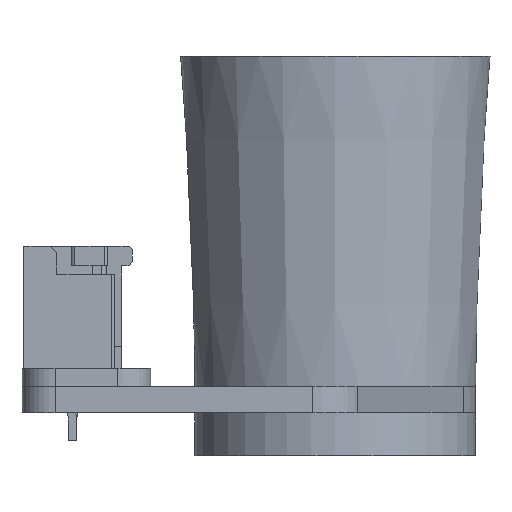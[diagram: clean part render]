
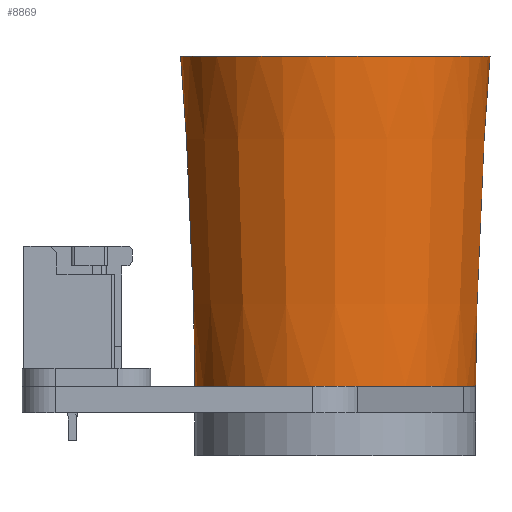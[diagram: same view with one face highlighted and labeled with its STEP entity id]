
A CAD part, left-side view. The second image highlights one B-rep face of the part: STEP entity #8869.
In plain terms, the highlighted conical face has half-angle 2.5 degrees and reference radius 8.5 mm.
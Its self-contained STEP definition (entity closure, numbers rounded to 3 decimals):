
#39=CONICAL_SURFACE('',#9448,8.5,0.044);
#550=FACE_OUTER_BOUND('',#1041,.T.);
#1041=EDGE_LOOP('',(#6285,#6286,#6287,#6288));
#1564=LINE('',#12491,#2779);
#2779=VECTOR('',#10103,8.5);
#3984=CIRCLE('',#9449,9.373);
#3985=CIRCLE('',#9450,8.5);
#4086=VERTEX_POINT('',#12488);
#4087=VERTEX_POINT('',#12490);
#4938=EDGE_CURVE('',#4086,#4086,#3984,.T.);
#4939=EDGE_CURVE('',#4086,#4087,#1564,.T.);
#4940=EDGE_CURVE('',#4087,#4087,#3985,.T.);
#6285=ORIENTED_EDGE('',*,*,#4938,.F.);
#6286=ORIENTED_EDGE('',*,*,#4939,.T.);
#6287=ORIENTED_EDGE('',*,*,#4940,.T.);
#6288=ORIENTED_EDGE('',*,*,#4939,.F.);
#8869=ADVANCED_FACE('',(#550),#39,.T.);
#9448=AXIS2_PLACEMENT_3D('',#12487,#10099,#10100);
#9449=AXIS2_PLACEMENT_3D('',#12489,#10101,#10102);
#9450=AXIS2_PLACEMENT_3D('',#12492,#10104,#10105);
#10099=DIRECTION('center_axis',(0.,0.,1.));
#10100=DIRECTION('ref_axis',(1.,0.,0.));
#10101=DIRECTION('center_axis',(0.,0.,1.));
#10102=DIRECTION('ref_axis',(1.,0.,0.));
#10103=DIRECTION('',(0.044,0.,-0.999));
#10104=DIRECTION('center_axis',(0.,0.,1.));
#10105=DIRECTION('ref_axis',(1.,0.,0.));
#12487=CARTESIAN_POINT('Origin',(0.,0.,
4.2));
#12488=CARTESIAN_POINT('',(-9.373,0.,24.2));
#12489=CARTESIAN_POINT('Origin',(0.,0.,
24.2));
#12490=CARTESIAN_POINT('',(-8.5,0.,4.2));
#12491=CARTESIAN_POINT('',(-8.5,0.,4.2));
#12492=CARTESIAN_POINT('Origin',(0.,0.,
4.2));
